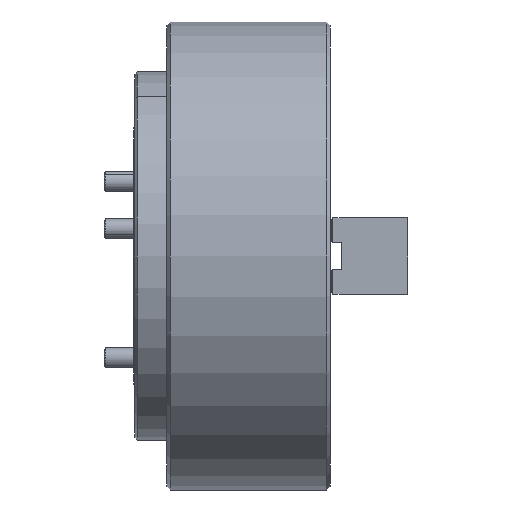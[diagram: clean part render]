
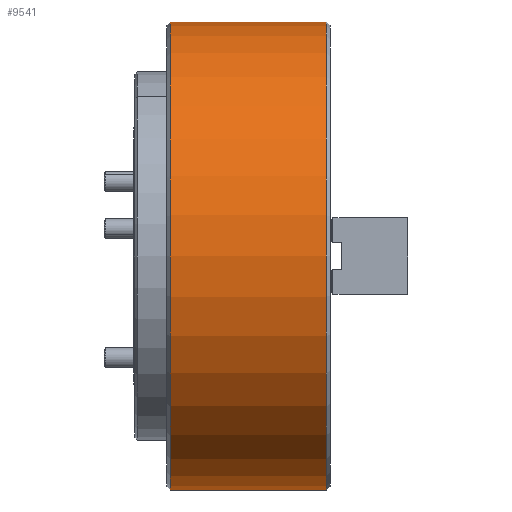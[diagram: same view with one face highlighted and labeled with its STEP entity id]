
A CAD part, front view. The second image highlights one B-rep face of the part: STEP entity #9541.
In plain terms, the highlighted cylindrical face has radius 190.5 mm (diameter 381 mm), a partial arc.
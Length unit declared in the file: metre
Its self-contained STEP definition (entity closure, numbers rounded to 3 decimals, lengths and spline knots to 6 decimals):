
#9541 = ADVANCED_FACE ( 'NONE', ( #34270 ), #34272, .T. ) ;
#11867 = VECTOR ( 'NONE', #22977, 1. ) ;
#11873 = VECTOR ( 'NONE', #22981, 1. ) ;
#12028 = CIRCLE ( 'NONE', #12035, 0.1905 ) ;
#12032 = CIRCLE ( 'NONE', #12039, 0.1905 ) ;
#12035 = AXIS2_PLACEMENT_3D ( 'NONE', #23173, #23174, #23175 ) ;
#12039 = AXIS2_PLACEMENT_3D ( 'NONE', #23176, #23177, #23178 ) ;
#12978 = VERTEX_POINT ( 'NONE', #38088 ) ;
#12980 = VERTEX_POINT ( 'NONE', #38089 ) ;
#12984 = VERTEX_POINT ( 'NONE', #38092 ) ;
#12986 = VERTEX_POINT ( 'NONE', #38093 ) ;
#20518 = EDGE_LOOP ( 'NONE', ( #24352, #24353, #24354, #24355 ) ) ;
#22214 = EDGE_CURVE ( 'NONE', #12986, #12978, #22971, .T. ) ;
#22215 = EDGE_CURVE ( 'NONE', #12984, #12980, #22978, .T. ) ;
#22280 = EDGE_CURVE ( 'NONE', #12986, #12984, #12028, .T. ) ;
#22281 = EDGE_CURVE ( 'NONE', #12980, #12978, #12032, .T. ) ;
#22971 = LINE ( 'NONE', #22976, #11867 ) ;
#22976 = CARTESIAN_POINT ( 'NONE',  ( 0., 0., 0.1905 ) ) ;
#22977 = DIRECTION ( 'NONE',  ( 1., 0., 0. ) ) ;
#22978 = LINE ( 'NONE', #22980, #11873 ) ;
#22980 = CARTESIAN_POINT ( 'NONE',  ( 0., 0., -0.1905 ) ) ;
#22981 = DIRECTION ( 'NONE',  ( 1., 0., 0. ) ) ;
#23173 = CARTESIAN_POINT ( 'NONE',  ( -0.13, 0., 0. ) ) ;
#23174 = DIRECTION ( 'NONE',  ( 1., 0., 0. ) ) ;
#23175 = DIRECTION ( 'NONE',  ( 0., 0., 1. ) ) ;
#23176 = CARTESIAN_POINT ( 'NONE',  ( -0.003, 0., 0. ) ) ;
#23177 = DIRECTION ( 'NONE',  ( -1., 0., 0. ) ) ;
#23178 = DIRECTION ( 'NONE',  ( 0., 0., -1. ) ) ;
#24352 = ORIENTED_EDGE ( 'NONE', *, *, #22214, .F. ) ;
#24353 = ORIENTED_EDGE ( 'NONE', *, *, #22280, .T. ) ;
#24354 = ORIENTED_EDGE ( 'NONE', *, *, #22215, .T. ) ;
#24355 = ORIENTED_EDGE ( 'NONE', *, *, #22281, .T. ) ;
#32458 = AXIS2_PLACEMENT_3D ( 'NONE', #34271, #34267, #34273 ) ;
#34267 = DIRECTION ( 'NONE',  ( 1., 0., 0. ) ) ;
#34270 = FACE_OUTER_BOUND ( 'NONE', #20518, .T. ) ;
#34271 = CARTESIAN_POINT ( 'NONE',  ( 0., 0., 0. ) ) ;
#34272 = CYLINDRICAL_SURFACE ( 'NONE', #32458, 0.1905 ) ;
#34273 = DIRECTION ( 'NONE',  ( 0., 0., -1. ) ) ;
#38088 = CARTESIAN_POINT ( 'NONE',  ( -0.003, 0., 0.1905 ) ) ;
#38089 = CARTESIAN_POINT ( 'NONE',  ( -0.003, 0., -0.1905 ) ) ;
#38092 = CARTESIAN_POINT ( 'NONE',  ( -0.13, 0., -0.1905 ) ) ;
#38093 = CARTESIAN_POINT ( 'NONE',  ( -0.13, 0., 0.1905 ) ) ;
